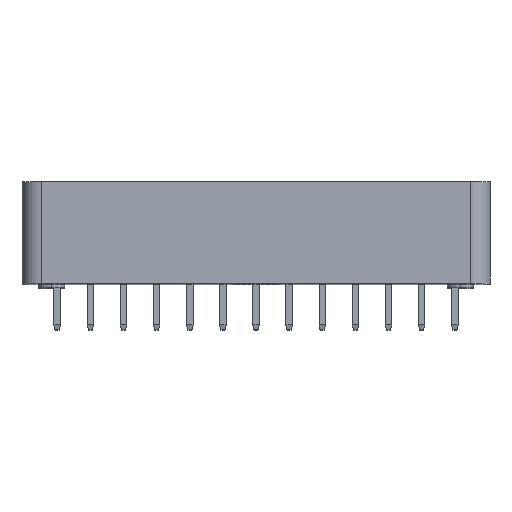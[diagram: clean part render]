
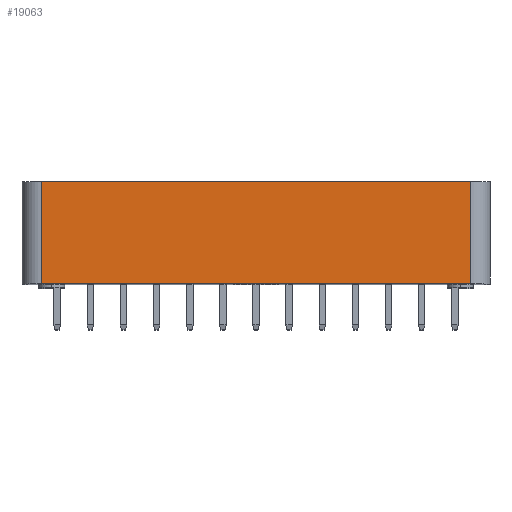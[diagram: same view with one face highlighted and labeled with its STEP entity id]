
A CAD part, top view. The second image highlights one B-rep face of the part: STEP entity #19063.
In plain terms, the highlighted planar face has unit normal (0, 0, 1).
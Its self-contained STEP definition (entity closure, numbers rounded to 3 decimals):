
#643 = EDGE_LOOP ( 'NONE', ( #5892, #15772, #31657, #21845 ) ) ;
#2296 = CARTESIAN_POINT ( 'NONE',  ( -16.44, 0.3, 17.94 ) ) ;
#4875 = DIRECTION ( 'NONE',  ( 0., 0., -1. ) ) ;
#5150 = CARTESIAN_POINT ( 'NONE',  ( 16.44, 8.15, 17.94 ) ) ;
#5664 = LINE ( 'NONE', #18346, #46751 ) ;
#5892 = ORIENTED_EDGE ( 'NONE', *, *, #22592, .F. ) ;
#6452 = EDGE_CURVE ( 'NONE', #21118, #16541, #23163, .T. ) ;
#7835 = CARTESIAN_POINT ( 'NONE',  ( -16.44, 8.15, 17.94 ) ) ;
#14088 = CARTESIAN_POINT ( 'NONE',  ( 16.44, 0.3, 17.94 ) ) ;
#15772 = ORIENTED_EDGE ( 'NONE', *, *, #50864, .T. ) ;
#16541 = VERTEX_POINT ( 'NONE', #14088 ) ;
#18346 = CARTESIAN_POINT ( 'NONE',  ( -16.44, 67.042, 17.94 ) ) ;
#19063 = ADVANCED_FACE ( 'NONE', ( #41841 ), #54532, .F. ) ;
#21118 = VERTEX_POINT ( 'NONE', #2296 ) ;
#21845 = ORIENTED_EDGE ( 'NONE', *, *, #35001, .T. ) ;
#22592 = EDGE_CURVE ( 'NONE', #50970, #38755, #52863, .T. ) ;
#23163 = LINE ( 'NONE', #40004, #37171 ) ;
#25655 = DIRECTION ( 'NONE',  ( 0., 1., 0. ) ) ;
#27721 = DIRECTION ( 'NONE',  ( 0., -1., 0. ) ) ;
#28034 = AXIS2_PLACEMENT_3D ( 'NONE', #33591, #4875, #54255 ) ;
#28976 = CARTESIAN_POINT ( 'NONE',  ( 16.44, 67.042, 17.94 ) ) ;
#31657 = ORIENTED_EDGE ( 'NONE', *, *, #6452, .T. ) ;
#31927 = CARTESIAN_POINT ( 'NONE',  ( 17.94, 8.15, 17.94 ) ) ;
#33371 = VECTOR ( 'NONE', #40452, 1000. ) ;
#33591 = CARTESIAN_POINT ( 'NONE',  ( 17.94, 67.042, 17.94 ) ) ;
#35001 = EDGE_CURVE ( 'NONE', #16541, #38755, #50231, .T. ) ;
#35493 = VECTOR ( 'NONE', #25655, 1000. ) ;
#35878 = DIRECTION ( 'NONE',  ( 1., 0., 0. ) ) ;
#37171 = VECTOR ( 'NONE', #35878, 1000. ) ;
#38755 = VERTEX_POINT ( 'NONE', #5150 ) ;
#40004 = CARTESIAN_POINT ( 'NONE',  ( 17.94, 0.3, 17.94 ) ) ;
#40452 = DIRECTION ( 'NONE',  ( 1., 0., 0. ) ) ;
#41841 = FACE_OUTER_BOUND ( 'NONE', #643, .T. ) ;
#46751 = VECTOR ( 'NONE', #27721, 1000. ) ;
#50231 = LINE ( 'NONE', #28976, #35493 ) ;
#50864 = EDGE_CURVE ( 'NONE', #50970, #21118, #5664, .T. ) ;
#50970 = VERTEX_POINT ( 'NONE', #7835 ) ;
#52863 = LINE ( 'NONE', #31927, #33371 ) ;
#54255 = DIRECTION ( 'NONE',  ( -1., 0., 0. ) ) ;
#54532 = PLANE ( 'NONE',  #28034 ) ;
